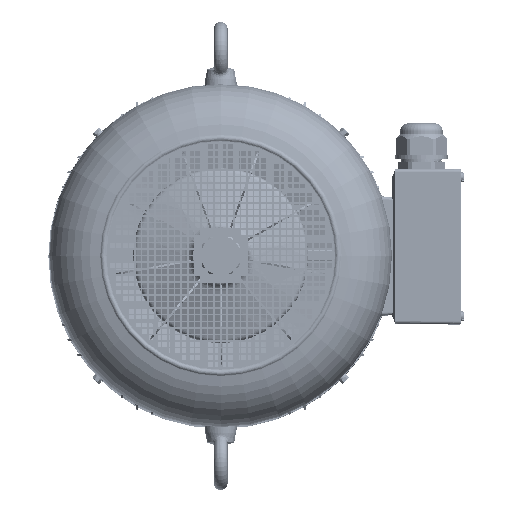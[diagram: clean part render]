
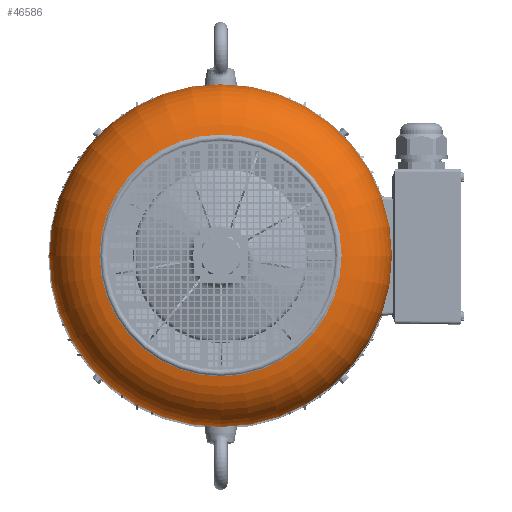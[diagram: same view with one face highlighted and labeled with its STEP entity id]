
A CAD part, top view. The second image highlights one B-rep face of the part: STEP entity #46586.
In plain terms, the highlighted toroidal (fillet/blend) face has major radius 181.5 mm and minor radius 92 mm.
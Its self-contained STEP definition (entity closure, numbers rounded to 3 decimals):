
#1447=TOROIDAL_SURFACE('',#137178,181.5,92.);
#46586=ADVANCED_FACE('',(#55821,#55822),#1447,.T.);
#55821=FACE_BOUND('',#59007,.T.);
#55822=FACE_BOUND('',#59008,.T.);
#59007=EDGE_LOOP('',(#75215));
#59008=EDGE_LOOP('',(#75216));
#75215=ORIENTED_EDGE('',*,*,#122863,.F.);
#75216=ORIENTED_EDGE('',*,*,#116136,.T.);
#103493=VERTEX_POINT('',#184154);
#110219=VERTEX_POINT('',#197612);
#116136=EDGE_CURVE('',#103493,#103493,#133623,.T.);
#122863=EDGE_CURVE('',#110219,#110219,#133630,.T.);
#133623=CIRCLE('',#137165,273.5);
#133630=CIRCLE('',#137177,193.092);
#137165=AXIS2_PLACEMENT_3D('',#184153,#148431,#148432);
#137177=AXIS2_PLACEMENT_3D('',#197611,#155175,#155176);
#137178=AXIS2_PLACEMENT_3D('',#197613,#155177,#155178);
#148431=DIRECTION('',(0.,0.,1.));
#148432=DIRECTION('',(1.,0.,0.));
#155175=DIRECTION('',(0.,0.,1.));
#155176=DIRECTION('',(1.,0.,0.));
#155177=DIRECTION('',(0.,0.,1.));
#155178=DIRECTION('',(1.,0.,0.));
#184153=CARTESIAN_POINT('',(204.672,302.904,778.624));
#184154=CARTESIAN_POINT('',(478.172,302.904,778.624));
#197611=CARTESIAN_POINT('',(204.672,302.904,869.891));
#197612=CARTESIAN_POINT('',(397.764,302.904,869.891));
#197613=CARTESIAN_POINT('',(204.672,302.904,778.624));
